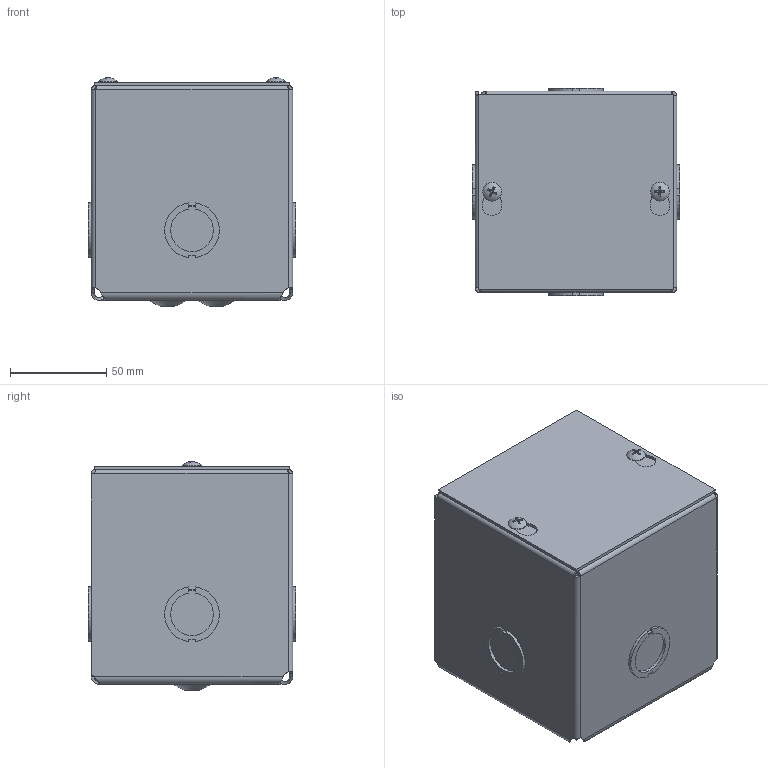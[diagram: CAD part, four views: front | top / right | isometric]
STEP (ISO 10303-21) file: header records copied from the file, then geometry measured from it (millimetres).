
FILE_DESCRIPTION(/* description */ ('BACKS - 4"X4"'),/* implementation_level */ '2;1');
FILE_NAME(/* name */ 'SC040404G.stp',/* time_stamp */ '2015-04-13T22:25:44+06:00',/* author */ ('vdas'),/* organization */ (''),/* preprocessor_version */ 'ST-DEVELOPER v15.2',/* originating_system */ 'Autodesk Inventor 2014',/* authorisation */ '');
FILE_SCHEMA (('AUTOMOTIVE_DESIGN { 1 0 10303 214 3 1 1 }'));
Length unit declared in the file: inch
Products named in the file (5): SC0404GBKP; SC040404GWRA; SC0404GLID; 34056; SC040404G
Bounding box: 107.92 x 107.92 x 119.2 mm (x, y, z)
Volume: 121310.4 mm3; surface area: 160430.4 mm2
Topology: 12 solids, 14 shells, 386 faces, 943 edges, 585 vertices
Faces by surface type: plane 196, cylinder 83, bspline 37, torus 28, cone 24, sphere 18
Full cylindrical faces by diameter (mm): 3.759 x2, 4.166 x2, 7.62 x2, 9.754 x2
Entity records: 11361 total; most frequent: CARTESIAN_POINT 3068, ORIENTED_EDGE 1680, DIRECTION 1494, EDGE_CURVE 792, LINE 542, VECTOR 542, VERTEX_POINT 506, AXIS2_PLACEMENT_3D 476
